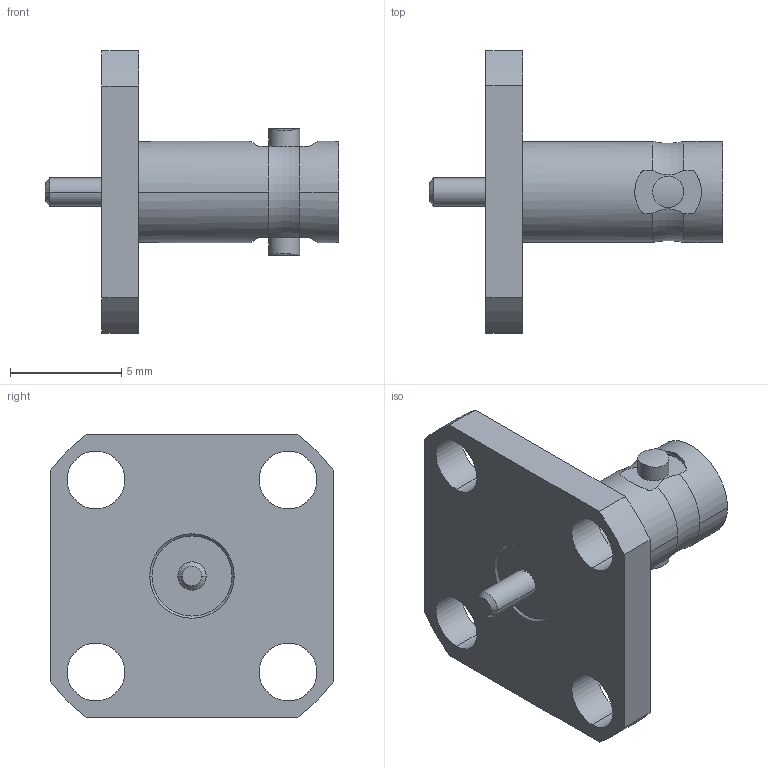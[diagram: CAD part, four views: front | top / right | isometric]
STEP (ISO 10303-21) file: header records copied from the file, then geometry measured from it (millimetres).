
FILE_DESCRIPTION((''),'2;1');
FILE_NAME('34-5025_SW0001','2020-01-28T',('Kaviyarasan'),(''),'CREO PARAMETRIC BY PTC INC, 2018360','CREO PARAMETRIC BY PTC INC, 2018360','');
FILE_SCHEMA(('CONFIG_CONTROL_DESIGN'));
Length unit declared in the file: millimetre
Products named in the file (1): 34-5025_SW0001
Bounding box: 13.19 x 12.7 x 12.7 mm (x, y, z)
Volume: 346.2 mm3; surface area: 631.7 mm2
Topology: 1 solids, 1 shells, 74 faces, 190 edges, 125 vertices
Faces by surface type: cylinder 38, plane 22, cone 12, torus 2
Entity records: 2476 total; most frequent: CARTESIAN_POINT 565, DIRECTION 412, ORIENTED_EDGE 376, EDGE_CURVE 188, AXIS2_PLACEMENT_3D 166, VERTEX_POINT 125, CIRCLE 92, EDGE_LOOP 91
